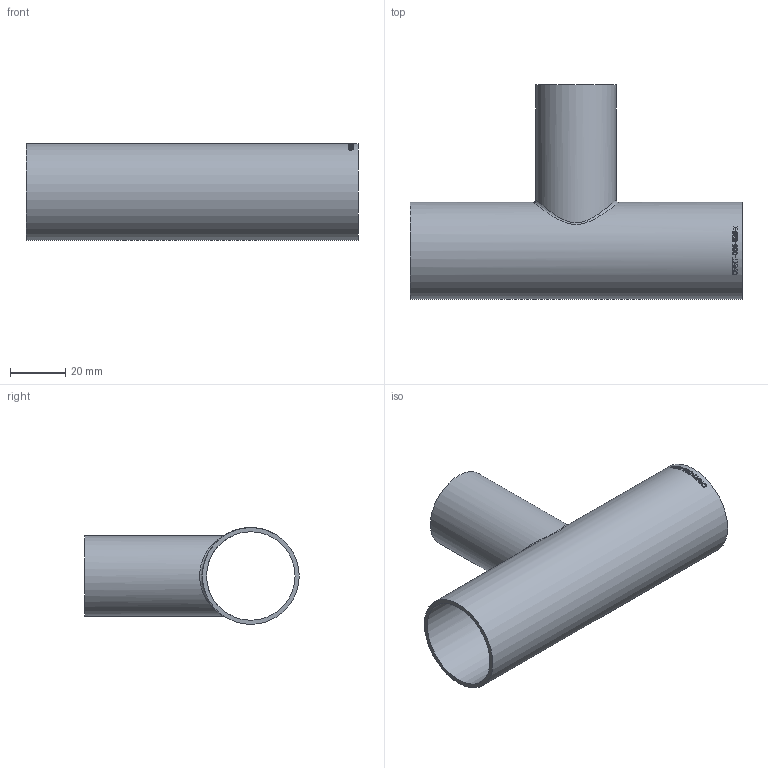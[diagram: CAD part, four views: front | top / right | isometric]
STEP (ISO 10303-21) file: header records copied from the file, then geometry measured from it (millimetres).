
FILE_DESCRIPTION (( 'STEP AP214' ), '1' );
FILE_NAME ('ORRT-035-029-x T-Stück reduziert 2004.STEP', '2020-04-07T09:21:49', ( '' ), ( '' ), 'SwSTEP 2.0', 'SolidWorks 2019', '' );
FILE_SCHEMA (( 'AUTOMOTIVE_DESIGN' ));
Length unit declared in the file: millimetre
Products named in the file (1): ORRT-035-029-x T-Stück reduziert 2004
Bounding box: 120 x 77.5 x 35 mm (x, y, z)
Volume: 23988 mm3; surface area: 32388.1 mm2
Topology: 1 solids, 1 shells, 191 faces, 505 edges, 336 vertices
Faces by surface type: bspline 115, plane 51, cylinder 25
Full cylindrical faces by diameter (mm): 26 x1, 29 x1, 32 x1, 35 x1
Entity records: 18915 total; most frequent: CARTESIAN_POINT 13258, ORIENTED_EDGE 986, EDGE_CURVE 493, DIRECTION 356, B_SPLINE_CURVE_WITH_KNOTS 355, VERTEX_POINT 332, EDGE_LOOP 221, FACE_OUTER_BOUND 196
